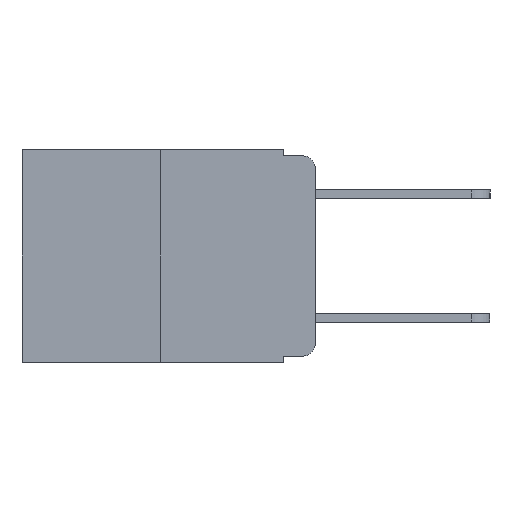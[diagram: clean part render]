
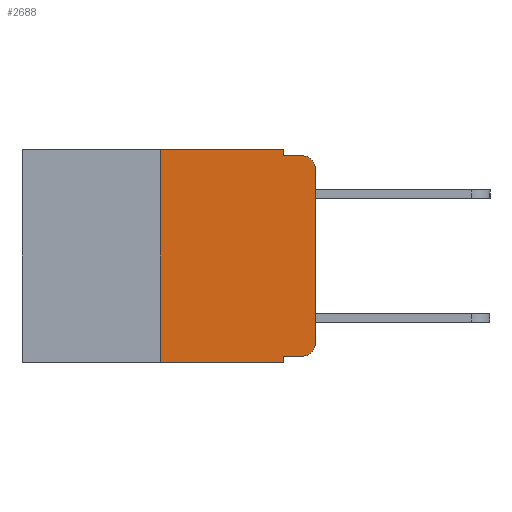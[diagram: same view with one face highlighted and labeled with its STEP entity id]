
A CAD part, left-side view. The second image highlights one B-rep face of the part: STEP entity #2688.
In plain terms, the highlighted planar face has unit normal (-1, 0, 0).
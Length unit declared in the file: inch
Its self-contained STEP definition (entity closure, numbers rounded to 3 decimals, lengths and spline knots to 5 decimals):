
#495 = DIRECTION ( 'NONE',  ( 0., 0., 1. ) ) ;
#715 = CARTESIAN_POINT ( 'NONE',  ( 0., 0.473, 0. ) ) ;
#1328 = EDGE_CURVE ( 'NONE', #10174, #3014, #5527, .T. ) ;
#1330 = VERTEX_POINT ( 'NONE', #5856 ) ;
#1346 = CARTESIAN_POINT ( 'NONE',  ( 0., 0.25, 0. ) ) ;
#1365 = VERTEX_POINT ( 'NONE', #9741 ) ;
#1373 = VECTOR ( 'NONE', #7119, 39.37008 ) ;
#1529 = EDGE_CURVE ( 'NONE', #2413, #1961, #5344, .T. ) ;
#1671 = VERTEX_POINT ( 'NONE', #10591 ) ;
#1725 = CARTESIAN_POINT ( 'NONE',  ( 0., 0., -0.313 ) ) ;
#1757 = DIRECTION ( 'NONE',  ( 0., 0., -1. ) ) ;
#1814 = DIRECTION ( 'NONE',  ( 1., 0., 0. ) ) ;
#1961 = VERTEX_POINT ( 'NONE', #1346 ) ;
#2251 = ORIENTED_EDGE ( 'NONE', *, *, #8072, .F. ) ;
#2363 = VECTOR ( 'NONE', #6834, 39.37008 ) ;
#2413 = VERTEX_POINT ( 'NONE', #6696 ) ;
#2423 = VERTEX_POINT ( 'NONE', #10380 ) ;
#2634 = PLANE ( 'NONE',  #9592 ) ;
#2688 = ADVANCED_FACE ( 'NONE', ( #6707 ), #2634, .F. ) ;
#2802 = CARTESIAN_POINT ( 'NONE',  ( 0., 0.02, -0.03 ) ) ;
#3014 = VERTEX_POINT ( 'NONE', #1725 ) ;
#3153 = EDGE_CURVE ( 'NONE', #1330, #6306, #5461, .T. ) ;
#3607 = DIRECTION ( 'NONE',  ( 0., 0., -1. ) ) ;
#3832 = DIRECTION ( 'NONE',  ( 0., 0., -1. ) ) ;
#4261 = ORIENTED_EDGE ( 'NONE', *, *, #9405, .T. ) ;
#4740 = EDGE_CURVE ( 'NONE', #1330, #10174, #10064, .T. ) ;
#5344 = LINE ( 'NONE', #11158, #2363 ) ;
#5461 = LINE ( 'NONE', #11764, #8016 ) ;
#5527 = CIRCLE ( 'NONE', #10596, 0.02 ) ;
#5616 = EDGE_CURVE ( 'NONE', #1671, #1365, #9629, .T. ) ;
#5845 = DIRECTION ( 'NONE',  ( 0., -1., 0. ) ) ;
#5856 = CARTESIAN_POINT ( 'NONE',  ( 0., 0.051, -0.333 ) ) ;
#5900 = ORIENTED_EDGE ( 'NONE', *, *, #1529, .F. ) ;
#5916 = EDGE_LOOP ( 'NONE', ( #4261, #12152, #10354, #11139, #2251, #5900, #11276, #8461, #9594, #8025 ) ) ;
#6122 = DIRECTION ( 'NONE',  ( 0., 0., -1. ) ) ;
#6152 = CARTESIAN_POINT ( 'NONE',  ( 0., 0.051, -0.01 ) ) ;
#6306 = VERTEX_POINT ( 'NONE', #10546 ) ;
#6430 = CARTESIAN_POINT ( 'NONE',  ( 0., 0., -0.03 ) ) ;
#6452 = VECTOR ( 'NONE', #11848, 39.37008 ) ;
#6484 = DIRECTION ( 'NONE',  ( -1., 0., 0. ) ) ;
#6545 = CARTESIAN_POINT ( 'NONE',  ( 0., 0.02, -0.333 ) ) ;
#6696 = CARTESIAN_POINT ( 'NONE',  ( 0., 0.25, -0.343 ) ) ;
#6707 = FACE_OUTER_BOUND ( 'NONE', #5916, .T. ) ;
#6834 = DIRECTION ( 'NONE',  ( 0., 0., 1. ) ) ;
#7119 = DIRECTION ( 'NONE',  ( 0., -1., 0. ) ) ;
#7203 = VECTOR ( 'NONE', #6122, 39.37008 ) ;
#7437 = CARTESIAN_POINT ( 'NONE',  ( 0., 0.473, -0.343 ) ) ;
#7605 = CIRCLE ( 'NONE', #7960, 0.02 ) ;
#7815 = VECTOR ( 'NONE', #5845, 39.37008 ) ;
#7960 = AXIS2_PLACEMENT_3D ( 'NONE', #2802, #9569, #3832 ) ;
#8016 = VECTOR ( 'NONE', #3607, 39.37008 ) ;
#8025 = ORIENTED_EDGE ( 'NONE', *, *, #1328, .T. ) ;
#8067 = VECTOR ( 'NONE', #495, 39.37008 ) ;
#8072 = EDGE_CURVE ( 'NONE', #1961, #1671, #8097, .T. ) ;
#8097 = LINE ( 'NONE', #715, #7815 ) ;
#8353 = LINE ( 'NONE', #11930, #8067 ) ;
#8461 = ORIENTED_EDGE ( 'NONE', *, *, #3153, .F. ) ;
#8745 = CARTESIAN_POINT ( 'NONE',  ( 0., 0.051, 0. ) ) ;
#8943 = LINE ( 'NONE', #7437, #6452 ) ;
#8961 = DIRECTION ( 'NONE',  ( 0., -1., 0. ) ) ;
#9049 = LINE ( 'NONE', #6152, #1373 ) ;
#9362 = EDGE_CURVE ( 'NONE', #2413, #6306, #8943, .T. ) ;
#9405 = EDGE_CURVE ( 'NONE', #3014, #10852, #8353, .T. ) ;
#9569 = DIRECTION ( 'NONE',  ( -1., 0., 0. ) ) ;
#9592 = AXIS2_PLACEMENT_3D ( 'NONE', #11008, #1814, #1757 ) ;
#9594 = ORIENTED_EDGE ( 'NONE', *, *, #4740, .T. ) ;
#9629 = LINE ( 'NONE', #8745, #7203 ) ;
#9741 = CARTESIAN_POINT ( 'NONE',  ( 0., 0.051, -0.01 ) ) ;
#10064 = LINE ( 'NONE', #11896, #12037 ) ;
#10174 = VERTEX_POINT ( 'NONE', #6545 ) ;
#10354 = ORIENTED_EDGE ( 'NONE', *, *, #10558, .F. ) ;
#10380 = CARTESIAN_POINT ( 'NONE',  ( 0., 0.02, -0.01 ) ) ;
#10546 = CARTESIAN_POINT ( 'NONE',  ( 0., 0.051, -0.343 ) ) ;
#10558 = EDGE_CURVE ( 'NONE', #1365, #2423, #9049, .T. ) ;
#10591 = CARTESIAN_POINT ( 'NONE',  ( 0., 0.051, 0. ) ) ;
#10596 = AXIS2_PLACEMENT_3D ( 'NONE', #11914, #6484, #10685 ) ;
#10685 = DIRECTION ( 'NONE',  ( 0., 0., -1. ) ) ;
#10852 = VERTEX_POINT ( 'NONE', #6430 ) ;
#11008 = CARTESIAN_POINT ( 'NONE',  ( 0., 0.473, 0. ) ) ;
#11139 = ORIENTED_EDGE ( 'NONE', *, *, #5616, .F. ) ;
#11158 = CARTESIAN_POINT ( 'NONE',  ( 0., 0.25, 0. ) ) ;
#11276 = ORIENTED_EDGE ( 'NONE', *, *, #9362, .T. ) ;
#11764 = CARTESIAN_POINT ( 'NONE',  ( 0., 0.051, 0. ) ) ;
#11848 = DIRECTION ( 'NONE',  ( 0., -1., 0. ) ) ;
#11896 = CARTESIAN_POINT ( 'NONE',  ( 0., 0.051, -0.333 ) ) ;
#11914 = CARTESIAN_POINT ( 'NONE',  ( 0., 0.02, -0.313 ) ) ;
#11930 = CARTESIAN_POINT ( 'NONE',  ( 0., 0., 0. ) ) ;
#12037 = VECTOR ( 'NONE', #8961, 39.37008 ) ;
#12152 = ORIENTED_EDGE ( 'NONE', *, *, #12218, .T. ) ;
#12218 = EDGE_CURVE ( 'NONE', #10852, #2423, #7605, .T. ) ;
